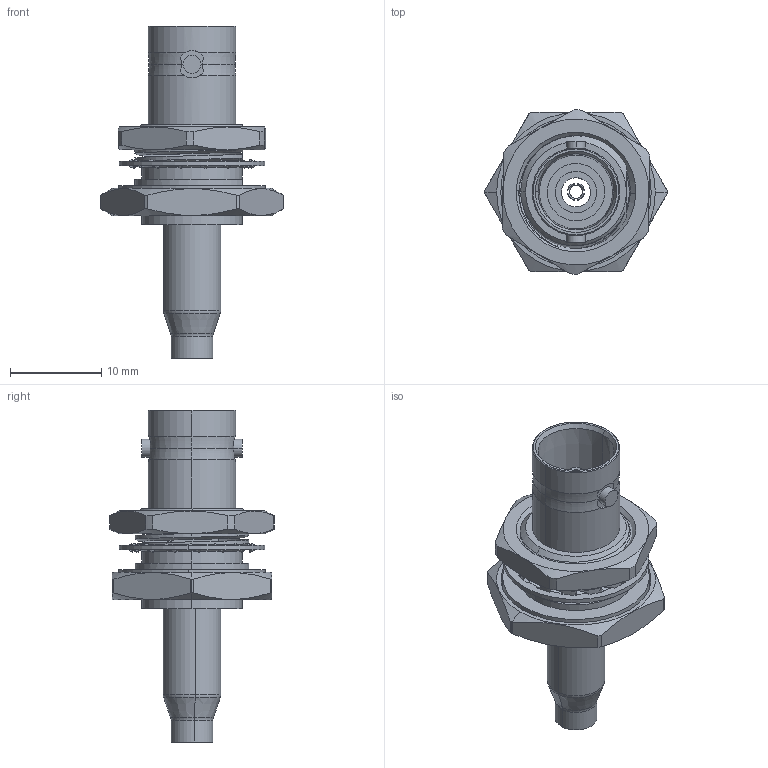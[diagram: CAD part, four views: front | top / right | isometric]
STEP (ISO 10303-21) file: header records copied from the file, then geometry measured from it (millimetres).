
FILE_DESCRIPTION (( 'STEP AP214' ), '1' );
FILE_NAME ('10-282-1-B36-AB.STEP', '2023-11-13T11:45:47', ( '' ), ( '' ), 'SwSTEP 2.0', 'SolidWorks 2023', '' );
FILE_SCHEMA (( 'AUTOMOTIVE_DESIGN' ));
Length unit declared in the file: millimetre
Products named in the file (1): 10-282-1-B36-AB
Bounding box: 20 x 18 x 36.4 mm (x, y, z)
Surface area: 2758.4 mm2 (no closed solid volume)
Topology: 0 solids, 7 shells, 230 faces, 734 edges, 486 vertices
Faces by surface type: bspline 64, plane 61, cylinder 56, cone 39, torus 10
Entity records: 10372 total; most frequent: CARTESIAN_POINT 4475, ORIENTED_EDGE 1241, DIRECTION 1062, EDGE_CURVE 734, VERTEX_POINT 486, AXIS2_PLACEMENT_3D 371, VECTOR 320, LINE 320
